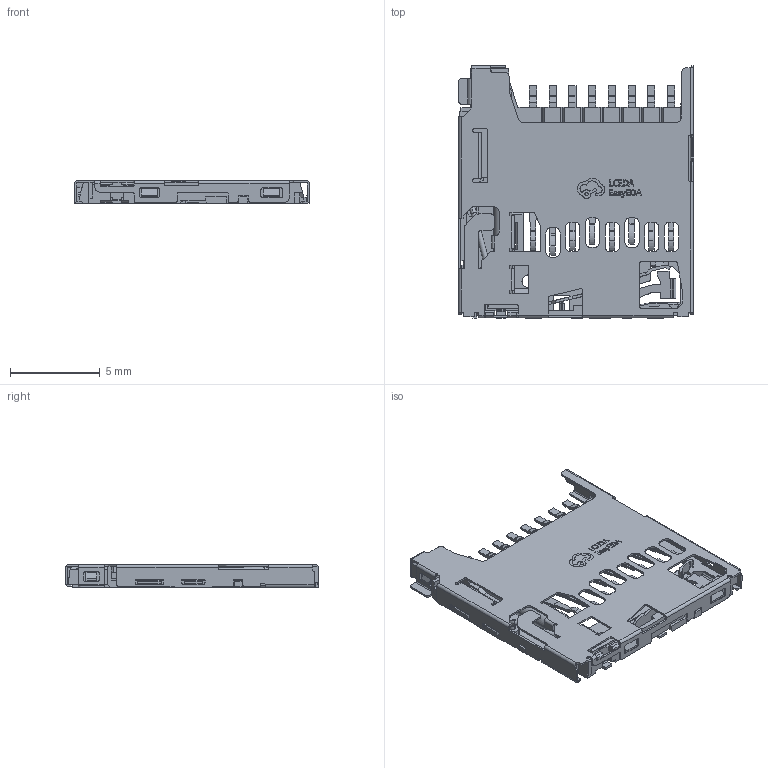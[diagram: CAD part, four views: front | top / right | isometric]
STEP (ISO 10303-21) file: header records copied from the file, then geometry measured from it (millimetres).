
FILE_DESCRIPTION (( 'STEP AP214' ), '1' );
FILE_NAME ('TF-SMD_503398-1892.step', '2022-07-29T08:25:00', ( '' ), ( '' ), 'SwSTEP 2.0', 'SolidWorks 2020', '' );
FILE_SCHEMA (( 'AUTOMOTIVE_DESIGN' ));
Length unit declared in the file: millimetre
Products named in the file (1): TF-SMD_503398-1892
Bounding box: 13.1 x 14.05 x 1.28 mm (x, y, z)
Volume: 65.9 mm3; surface area: 746.9 mm2
Topology: 1 solids, 1 shells, 1683 faces, 4820 edges, 3137 vertices
Faces by surface type: plane 1181, cylinder 373, bspline 98, cone 18, torus 9, sphere 4
Entity records: 73736 total; most frequent: CARTESIAN_POINT 11170, ORIENTED_EDGE 9632, DIRECTION 8539, EDGE_CURVE 4816, LINE 3763, VECTOR 3763, VERTEX_POINT 3137, AXIS2_PLACEMENT_3D 2388
